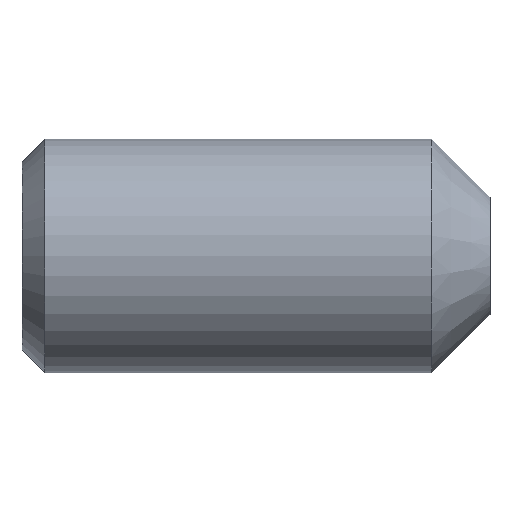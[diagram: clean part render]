
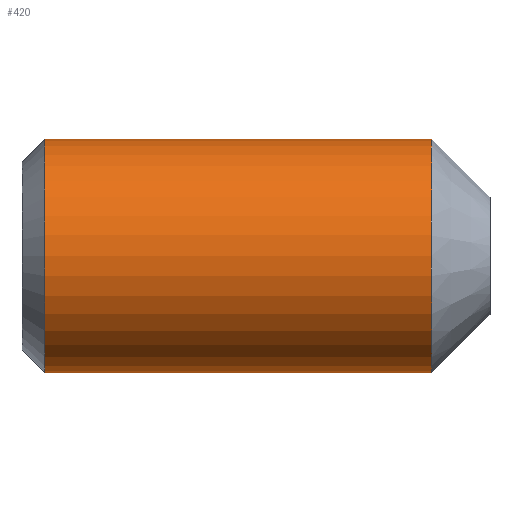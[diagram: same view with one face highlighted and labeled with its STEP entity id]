
A CAD part, top view. The second image highlights one B-rep face of the part: STEP entity #420.
In plain terms, the highlighted cylindrical face has radius 2.5 mm (diameter 5 mm), a partial arc.
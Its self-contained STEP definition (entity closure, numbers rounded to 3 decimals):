
#360=CARTESIAN_POINT('',(8.75,-2.5,0.));
#361=VERTEX_POINT('',#360);
#362=CARTESIAN_POINT('',(0.491,-2.5,0.));
#363=VERTEX_POINT('',#362);
#364=CARTESIAN_POINT('',(8.75,-2.5,0.));
#365=DIRECTION('',(-1.,-0.,-0.));
#366=VECTOR('',#365,8.26);
#367=LINE('',#364,#366);
#368=EDGE_CURVE('',#361,#363,#367,.T.);
#370=CARTESIAN_POINT('',(0.491,2.5,-0.));
#371=VERTEX_POINT('',#370);
#379=CARTESIAN_POINT('',(8.75,2.5,-0.));
#380=VERTEX_POINT('',#379);
#381=CARTESIAN_POINT('',(8.75,2.5,0.));
#382=DIRECTION('',(-1.,-0.,0.));
#383=VECTOR('',#382,8.26);
#384=LINE('',#381,#383);
#385=EDGE_CURVE('',#380,#371,#384,.T.);
#397=CARTESIAN_POINT('',(10.,0.,0.));
#398=DIRECTION('',(1.,0.,0.));
#399=DIRECTION('',(-0.,1.,0.));
#400=AXIS2_PLACEMENT_3D('',#397,#398,#399);
#401=CYLINDRICAL_SURFACE('',#400,2.5);
#402=ORIENTED_EDGE('',*,*,#368,.F.);
#403=CARTESIAN_POINT('',(8.75,0.,0.));
#404=DIRECTION('',(1.,0.,0.));
#405=DIRECTION('',(-0.,1.,0.));
#406=AXIS2_PLACEMENT_3D('',#403,#404,#405);
#407=CIRCLE('',#406,2.5);
#408=EDGE_CURVE('',#380,#361,#407,.T.);
#409=ORIENTED_EDGE('',*,*,#408,.F.);
#410=ORIENTED_EDGE('',*,*,#385,.T.);
#411=CARTESIAN_POINT('',(0.491,0.,0.));
#412=DIRECTION('',(1.,0.,0.));
#413=DIRECTION('',(-0.,1.,0.));
#414=AXIS2_PLACEMENT_3D('',#411,#412,#413);
#415=CIRCLE('',#414,2.5);
#416=EDGE_CURVE('',#371,#363,#415,.T.);
#417=ORIENTED_EDGE('',*,*,#416,.T.);
#418=EDGE_LOOP('',(#402,#409,#410,#417));
#419=FACE_BOUND('',#418,.T.);
#420=ADVANCED_FACE('',(#419),#401,.T.);
